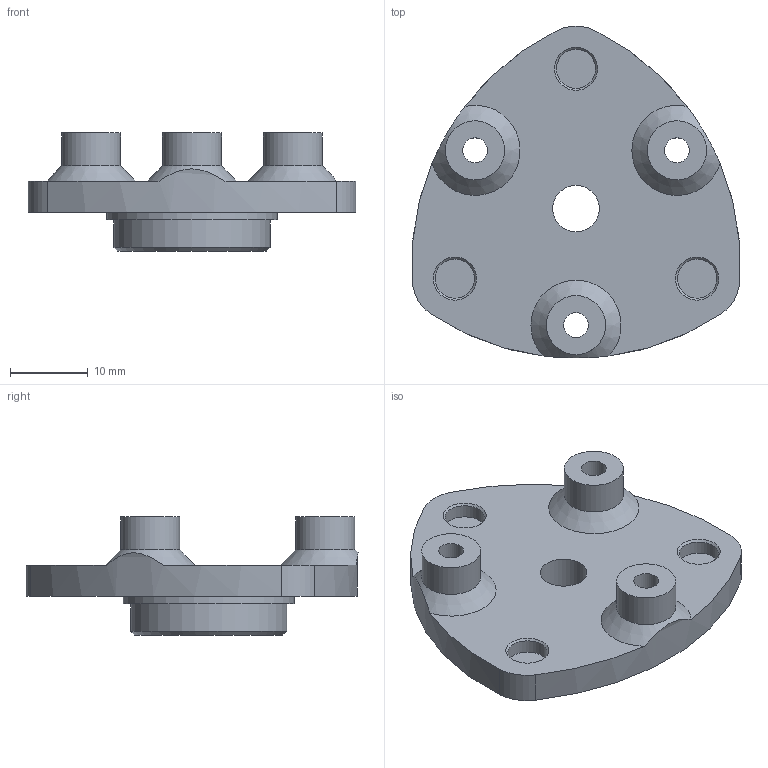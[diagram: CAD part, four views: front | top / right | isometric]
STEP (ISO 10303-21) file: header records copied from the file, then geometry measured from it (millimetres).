
FILE_DESCRIPTION(/* description */ ('STEP AP242','CAx-IF Rec.Pracs.---Representation and Presentation of Product Manufacturing Information (PMI)---4.0---2014-10-13','CAx-IF Rec.Pracs.---3D Tessellated Geometry---0.4---2014-09-14','2;1'),/* implementation_level */ '2;1');
FILE_NAME(/* name */ 'Planetary Gearbox Components - Bottom_Planet_Carrier',/* time_stamp */ '2025-02-19T20:59:17Z',/* author */ (''),/* organization */ (''),/* preprocessor_version */ 'ST-DEVELOPER v20',/* originating_system */ 'ONSHAPE BY PTC INC, 1.193',/* authorisation */ ' ');
FILE_SCHEMA (('AP242_MANAGED_MODEL_BASED_3D_ENGINEERING_MIM_LF { 1 0 10303 442 1 1 4 }'));
Length unit declared in the file: metre
Products named in the file (1): Bottom_Planet_Carrier
Bounding box: 42.15 x 42.72 x 15.2 mm (x, y, z)
Volume: 7350.6 mm3; surface area: 4467.2 mm2
Topology: 1 solids, 1 shells, 41 faces, 95 edges, 64 vertices
Faces by surface type: cylinder 21, plane 13, cone 7
Full cylindrical faces by diameter (mm): 3.2 x3, 4.4 x3, 5.05 x3, 6 x1, 7.6 x3, 20.1 x1, 22 x1
Entity records: 1029 total; most frequent: DIRECTION 194, CARTESIAN_POINT 173, ORIENTED_EDGE 122, AXIS2_PLACEMENT_3D 94, EDGE_LOOP 79, FACE_BOUND 79, EDGE_CURVE 61, VERTEX_POINT 52
